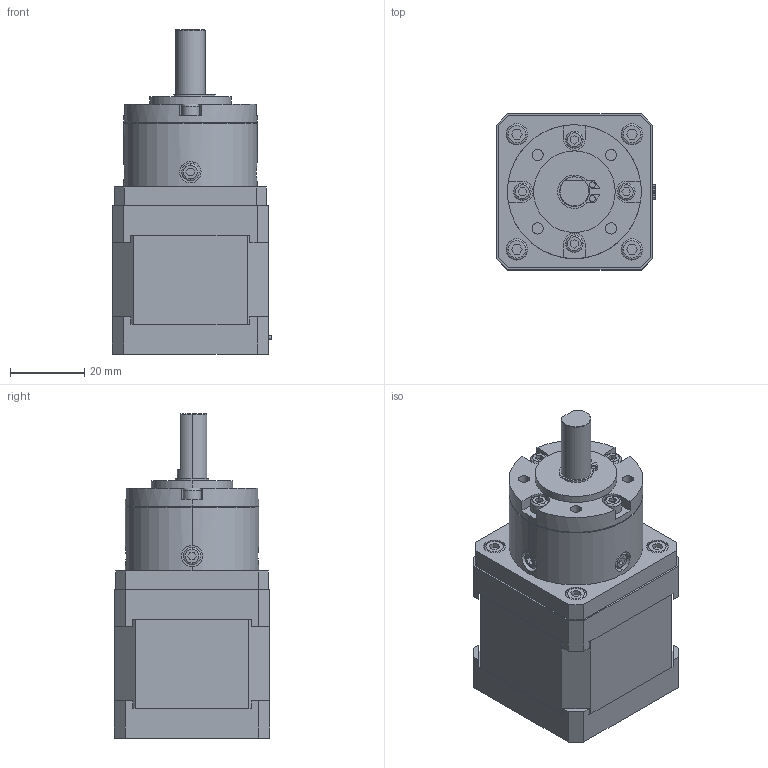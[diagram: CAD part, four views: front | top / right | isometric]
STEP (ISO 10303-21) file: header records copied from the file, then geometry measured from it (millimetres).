
FILE_DESCRIPTION (( 'STEP AP203' ), '1' );
FILE_NAME ('17HS15-1684S-PG5.STEP', '2015-11-02T08:26:29', ( '' ), ( '' ), 'SwSTEP 2.0', 'SolidWorks 2015', '' );
FILE_SCHEMA (( 'CONFIG_CONTROL_DESIGN' ));
Length unit declared in the file: millimetre
Products named in the file (1): 17HS15-1684S-PG5
Bounding box: 42.88 x 42 x 87.3 mm (x, y, z)
Volume: 99672.8 mm3; surface area: 17364.7 mm2
Topology: 1 solids, 5 shells, 414 faces, 989 edges, 640 vertices
Faces by surface type: plane 277, cylinder 98, torus 24, cone 15
Entity records: 12209 total; most frequent: CARTESIAN_POINT 2334, DIRECTION 2050, ORIENTED_EDGE 1978, EDGE_CURVE 989, LINE 714, VECTOR 714, AXIS2_PLACEMENT_3D 668, VERTEX_POINT 640
